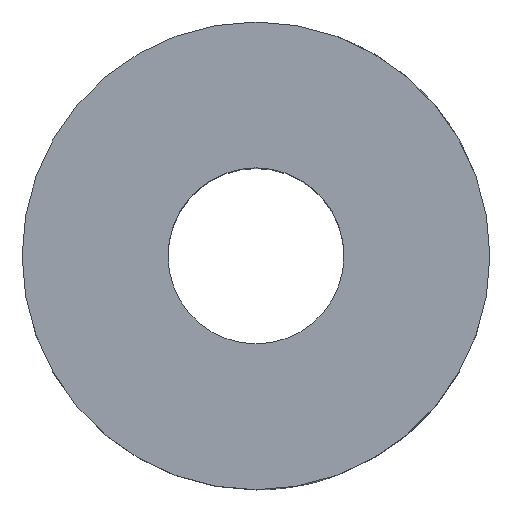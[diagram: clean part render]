
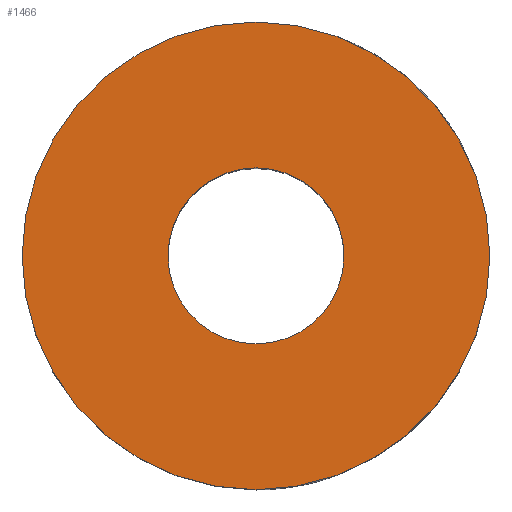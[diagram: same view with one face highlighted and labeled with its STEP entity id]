
A CAD part, top view. The second image highlights one B-rep face of the part: STEP entity #1466.
In plain terms, the highlighted planar face has unit normal (0, 0, 1).
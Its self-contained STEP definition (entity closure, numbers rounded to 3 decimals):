
#5 = EDGE_CURVE ( 'NONE', #1505, #16, #76, .T. ) ;
#16 = VERTEX_POINT ( 'NONE', #168 ) ;
#18 = EDGE_CURVE ( 'NONE', #28, #1546, #173, .T. ) ;
#28 = VERTEX_POINT ( 'NONE', #326 ) ;
#76 = CIRCLE ( 'NONE', #77, 9.5 ) ;
#77 = AXIS2_PLACEMENT_3D ( 'NONE', #78, #81, #82 ) ;
#78 = CARTESIAN_POINT ( 'NONE',  ( 0., 0., 0. ) ) ;
#81 = DIRECTION ( 'NONE',  ( 0., 0., 1. ) ) ;
#82 = DIRECTION ( 'NONE',  ( 0., -1., 0. ) ) ;
#168 = CARTESIAN_POINT ( 'NONE',  ( 0., -9.5, 0. ) ) ;
#173 = CIRCLE ( 'NONE', #174, 25.25 ) ;
#174 = AXIS2_PLACEMENT_3D ( 'NONE', #175, #176, #177 ) ;
#175 = CARTESIAN_POINT ( 'NONE',  ( 0., 0., 0. ) ) ;
#176 = DIRECTION ( 'NONE',  ( 0., 0., 1. ) ) ;
#177 = DIRECTION ( 'NONE',  ( 0., -1., 0. ) ) ;
#324 = CARTESIAN_POINT ( 'NONE',  ( 0., 9.5, 0. ) ) ;
#326 = CARTESIAN_POINT ( 'NONE',  ( 0., -25.25, 0. ) ) ;
#494 = CIRCLE ( 'NONE', #495, 25.25 ) ;
#495 = AXIS2_PLACEMENT_3D ( 'NONE', #496, #497, #498 ) ;
#496 = CARTESIAN_POINT ( 'NONE',  ( 0., 0., 0. ) ) ;
#497 = DIRECTION ( 'NONE',  ( 0., 0., 1. ) ) ;
#498 = DIRECTION ( 'NONE',  ( 0., -1., 0. ) ) ;
#679 = CARTESIAN_POINT ( 'NONE',  ( 0., 25.25, 0. ) ) ;
#696 = CIRCLE ( 'NONE', #697, 9.5 ) ;
#697 = AXIS2_PLACEMENT_3D ( 'NONE', #698, #699, #703 ) ;
#698 = CARTESIAN_POINT ( 'NONE',  ( 0., 0., 0. ) ) ;
#699 = DIRECTION ( 'NONE',  ( 0., 0., 1. ) ) ;
#703 = DIRECTION ( 'NONE',  ( 0., -1., 0. ) ) ;
#885 = FACE_BOUND ( 'NONE', #910, .T. ) ;
#886 = FACE_OUTER_BOUND ( 'NONE', #964, .T. ) ;
#887 = PLANE ( 'NONE',  #888 ) ;
#888 = AXIS2_PLACEMENT_3D ( 'NONE', #889, #890, #893 ) ;
#889 = CARTESIAN_POINT ( 'NONE',  ( 0., 25.25, 0. ) ) ;
#890 = DIRECTION ( 'NONE',  ( 0., 0., -1. ) ) ;
#893 = DIRECTION ( 'NONE',  ( 0., 1., 0. ) ) ;
#910 = EDGE_LOOP ( 'NONE', ( #1531, #1570 ) ) ;
#964 = EDGE_LOOP ( 'NONE', ( #1592, #1616 ) ) ;
#1428 = EDGE_CURVE ( 'NONE', #1546, #28, #494, .T. ) ;
#1448 = EDGE_CURVE ( 'NONE', #16, #1505, #696, .T. ) ;
#1466 = ADVANCED_FACE ( 'NONE', ( #885, #886 ), #887, .F. ) ;
#1505 = VERTEX_POINT ( 'NONE', #324 ) ;
#1531 = ORIENTED_EDGE ( 'NONE', *, *, #1448, .F. ) ;
#1546 = VERTEX_POINT ( 'NONE', #679 ) ;
#1570 = ORIENTED_EDGE ( 'NONE', *, *, #5, .F. ) ;
#1592 = ORIENTED_EDGE ( 'NONE', *, *, #18, .T. ) ;
#1616 = ORIENTED_EDGE ( 'NONE', *, *, #1428, .T. ) ;
